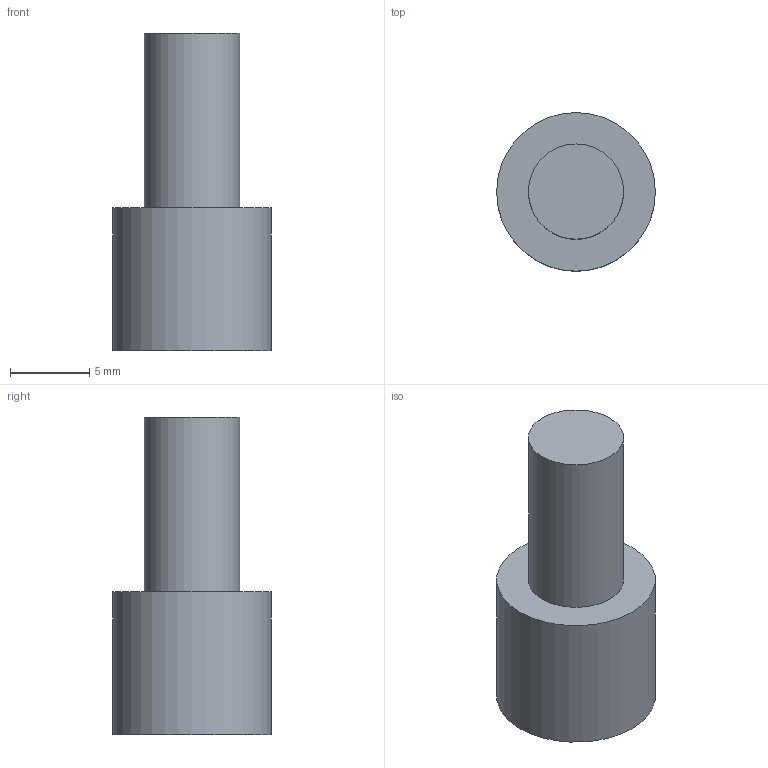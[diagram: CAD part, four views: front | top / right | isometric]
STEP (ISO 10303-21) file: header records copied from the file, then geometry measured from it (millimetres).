
FILE_DESCRIPTION(/* description */ (''),/* implementation_level */ '2;1');
FILE_NAME(/* name */ 'qcxencoder v2.stp',/* time_stamp */ '2023-01-01T15:20:50+01:00',/* author */ (''),/* organization */ (''),/* preprocessor_version */ 'ST-DEVELOPER v19.2',/* originating_system */ 'Autodesk Translation Framework v11.17.0.187',/* authorisation */ '');
FILE_SCHEMA (('AUTOMOTIVE_DESIGN { 1 0 10303 214 3 1 1 }'));
Length unit declared in the file: millimetre
Products named in the file (1): qcx_encoder
Bounding box: 10 x 10 x 20 mm (x, y, z)
Volume: 809.5 mm3; surface area: 787 mm2
Topology: 1 solids, 1 shells, 8 faces, 12 edges, 8 vertices
Faces by surface type: plane 5, cylinder 3
Full cylindrical faces by diameter (mm): 6 x1, 10 x1
Entity records: 215 total; most frequent: DIRECTION 36, CARTESIAN_POINT 29, ORIENTED_EDGE 24, AXIS2_PLACEMENT_3D 15, EDGE_CURVE 12, EDGE_LOOP 10, FACE_OUTER_BOUND 8, VERTEX_POINT 8
